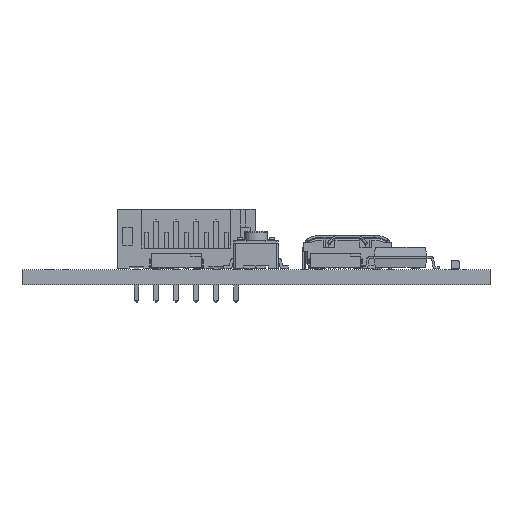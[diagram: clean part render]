
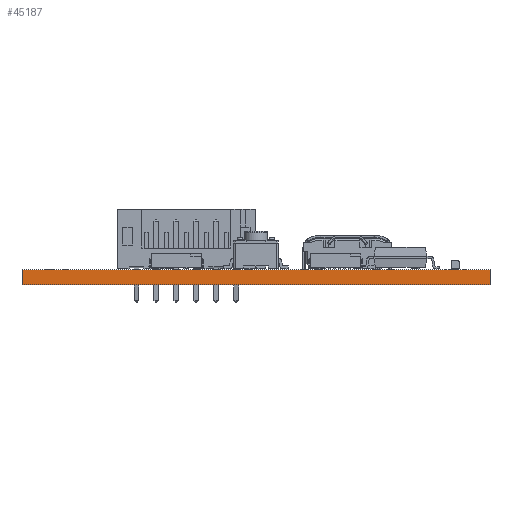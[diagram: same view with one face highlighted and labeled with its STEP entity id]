
A CAD part, front view. The second image highlights one B-rep face of the part: STEP entity #45187.
In plain terms, the highlighted planar face has unit normal (0, -1, 0).
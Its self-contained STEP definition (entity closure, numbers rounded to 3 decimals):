
#45187 = ADVANCED_FACE('',(#45188),#45222,.T.);
#45188 = FACE_BOUND('',#45189,.T.);
#45189 = EDGE_LOOP('',(#45190,#45200,#45208,#45216));
#45190 = ORIENTED_EDGE('',*,*,#45191,.T.);
#45191 = EDGE_CURVE('',#45192,#45194,#45196,.T.);
#45192 = VERTEX_POINT('',#45193);
#45193 = CARTESIAN_POINT('',(185.,-108.,0.));
#45194 = VERTEX_POINT('',#45195);
#45195 = CARTESIAN_POINT('',(185.,-108.,1.51));
#45196 = LINE('',#45197,#45198);
#45197 = CARTESIAN_POINT('',(185.,-108.,0.));
#45198 = VECTOR('',#45199,1.);
#45199 = DIRECTION('',(0.,0.,1.));
#45200 = ORIENTED_EDGE('',*,*,#45201,.T.);
#45201 = EDGE_CURVE('',#45194,#45202,#45204,.T.);
#45202 = VERTEX_POINT('',#45203);
#45203 = CARTESIAN_POINT('',(138.,-108.,1.51));
#45204 = LINE('',#45205,#45206);
#45205 = CARTESIAN_POINT('',(185.,-108.,1.51));
#45206 = VECTOR('',#45207,1.);
#45207 = DIRECTION('',(-1.,0.,0.));
#45208 = ORIENTED_EDGE('',*,*,#45209,.F.);
#45209 = EDGE_CURVE('',#45210,#45202,#45212,.T.);
#45210 = VERTEX_POINT('',#45211);
#45211 = CARTESIAN_POINT('',(138.,-108.,0.));
#45212 = LINE('',#45213,#45214);
#45213 = CARTESIAN_POINT('',(138.,-108.,0.));
#45214 = VECTOR('',#45215,1.);
#45215 = DIRECTION('',(0.,0.,1.));
#45216 = ORIENTED_EDGE('',*,*,#45217,.F.);
#45217 = EDGE_CURVE('',#45192,#45210,#45218,.T.);
#45218 = LINE('',#45219,#45220);
#45219 = CARTESIAN_POINT('',(185.,-108.,0.));
#45220 = VECTOR('',#45221,1.);
#45221 = DIRECTION('',(-1.,0.,0.));
#45222 = PLANE('',#45223);
#45223 = AXIS2_PLACEMENT_3D('',#45224,#45225,#45226);
#45224 = CARTESIAN_POINT('',(185.,-108.,0.));
#45225 = DIRECTION('',(0.,-1.,0.));
#45226 = DIRECTION('',(-1.,0.,0.));
